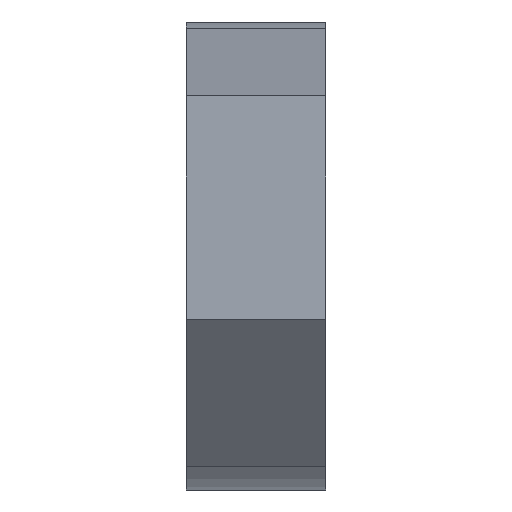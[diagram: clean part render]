
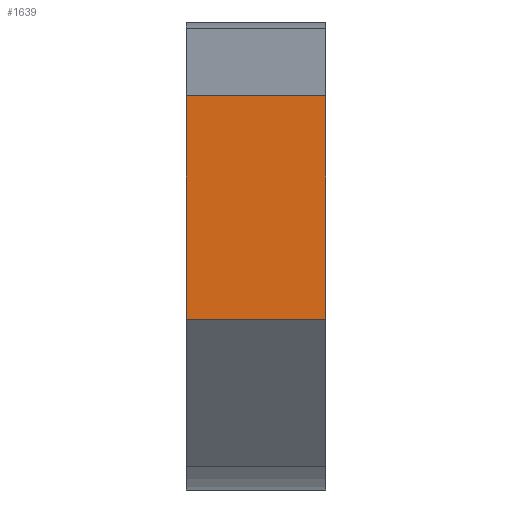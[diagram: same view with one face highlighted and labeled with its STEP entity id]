
A CAD part, left-side view. The second image highlights one B-rep face of the part: STEP entity #1639.
In plain terms, the highlighted planar face has unit normal (-1, 0, 0).
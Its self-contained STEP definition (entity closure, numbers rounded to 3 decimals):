
#12 = EDGE_CURVE ( 'NONE', #995, #731, #1303, .T. ) ;
#20 = DIRECTION ( 'NONE',  ( 0., -1., 0. ) ) ;
#30 = VERTEX_POINT ( 'NONE', #227 ) ;
#179 = VERTEX_POINT ( 'NONE', #729 ) ;
#227 = CARTESIAN_POINT ( 'NONE',  ( -165.997, 10., 29.216 ) ) ;
#251 = PLANE ( 'NONE',  #1805 ) ;
#335 = CARTESIAN_POINT ( 'NONE',  ( -165.997, 0., 45.216 ) ) ;
#358 = FACE_OUTER_BOUND ( 'NONE', #1773, .T. ) ;
#360 = ORIENTED_EDGE ( 'NONE', *, *, #2052, .T. ) ;
#459 = CARTESIAN_POINT ( 'NONE',  ( -165.997, 10., 41.216 ) ) ;
#462 = LINE ( 'NONE', #1024, #897 ) ;
#473 = DIRECTION ( 'NONE',  ( 0., 0., 1. ) ) ;
#661 = VECTOR ( 'NONE', #20, 1000. ) ;
#729 = CARTESIAN_POINT ( 'NONE',  ( -165.997, 0., 29.216 ) ) ;
#731 = VERTEX_POINT ( 'NONE', #2150 ) ;
#794 = EDGE_CURVE ( 'NONE', #30, #731, #462, .T. ) ;
#845 = DIRECTION ( 'NONE',  ( 1., 0., 0. ) ) ;
#897 = VECTOR ( 'NONE', #473, 1000. ) ;
#995 = VERTEX_POINT ( 'NONE', #2238 ) ;
#1024 = CARTESIAN_POINT ( 'NONE',  ( -165.997, 10., 41.216 ) ) ;
#1077 = VECTOR ( 'NONE', #2478, 1000. ) ;
#1135 = EDGE_CURVE ( 'NONE', #179, #995, #2092, .T. ) ;
#1186 = CARTESIAN_POINT ( 'NONE',  ( -165.997, 10., 29.216 ) ) ;
#1303 = LINE ( 'NONE', #335, #1077 ) ;
#1366 = ORIENTED_EDGE ( 'NONE', *, *, #1135, .T. ) ;
#1392 = ORIENTED_EDGE ( 'NONE', *, *, #794, .F. ) ;
#1422 = DIRECTION ( 'NONE',  ( 0., 0., -1. ) ) ;
#1639 = ADVANCED_FACE ( 'NONE', ( #358 ), #251, .F. ) ;
#1773 = EDGE_LOOP ( 'NONE', ( #1366, #1965, #1392, #360 ) ) ;
#1805 = AXIS2_PLACEMENT_3D ( 'NONE', #459, #845, #1422 ) ;
#1965 = ORIENTED_EDGE ( 'NONE', *, *, #12, .T. ) ;
#2052 = EDGE_CURVE ( 'NONE', #30, #179, #2400, .T. ) ;
#2092 = LINE ( 'NONE', #2531, #2446 ) ;
#2150 = CARTESIAN_POINT ( 'NONE',  ( -165.997, 10., 45.216 ) ) ;
#2238 = CARTESIAN_POINT ( 'NONE',  ( -165.997, 0., 45.216 ) ) ;
#2323 = DIRECTION ( 'NONE',  ( 0., 0., 1. ) ) ;
#2400 = LINE ( 'NONE', #1186, #661 ) ;
#2446 = VECTOR ( 'NONE', #2323, 1000. ) ;
#2478 = DIRECTION ( 'NONE',  ( 0., 1., 0. ) ) ;
#2531 = CARTESIAN_POINT ( 'NONE',  ( -165.997, 0., 41.216 ) ) ;
